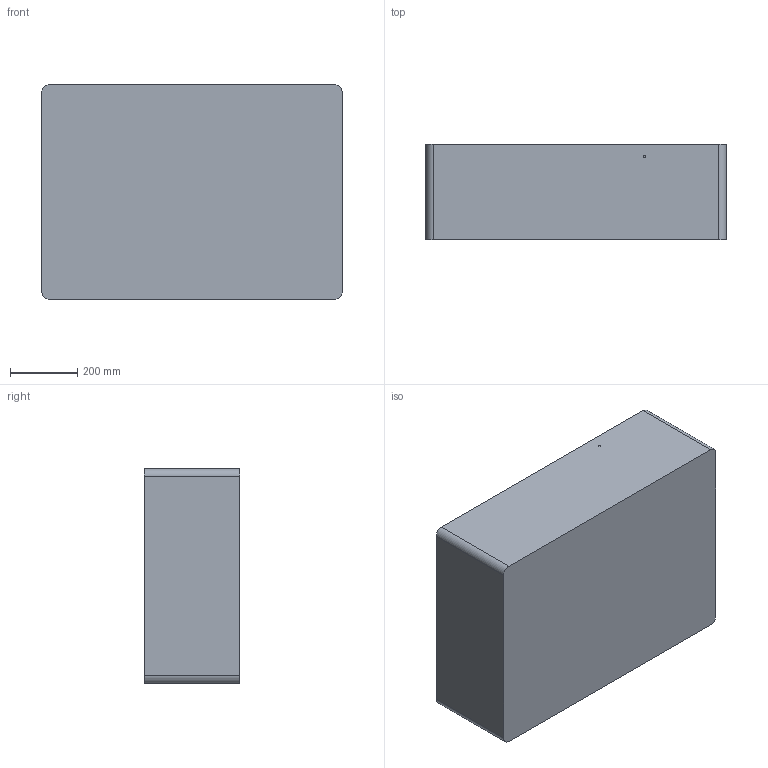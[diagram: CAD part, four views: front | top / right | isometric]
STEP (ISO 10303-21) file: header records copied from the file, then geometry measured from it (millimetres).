
FILE_DESCRIPTION (( 'STEP AP214' ), '1' );
FILE_NAME ('1730-CASE-BOT.STEP', '2008-05-14T21:48:58', ( ' ' ), ( ' ' ), 'SwSTEP 2.0', 'SolidWorks 2007', '' );
FILE_SCHEMA (( 'AUTOMOTIVE_DESIGN' ));
Length unit declared in the file: inch
Products named in the file (1): 1730-CASE-BOT
Bounding box: 890.21 x 283.21 x 636.21 mm (x, y, z)
Volume: 22635902.4 mm3; surface area: 2757148.8 mm2
Topology: 1 solids, 1 shells, 250 faces, 614 edges, 372 vertices
Faces by surface type: cylinder 94, plane 78, torus 32, bspline 22, cone 16, sphere 8
Entity records: 8383 total; most frequent: CARTESIAN_POINT 2826, ORIENTED_EDGE 1228, DIRECTION 1107, EDGE_CURVE 614, AXIS2_PLACEMENT_3D 417, VERTEX_POINT 372, VECTOR 273, LINE 273
